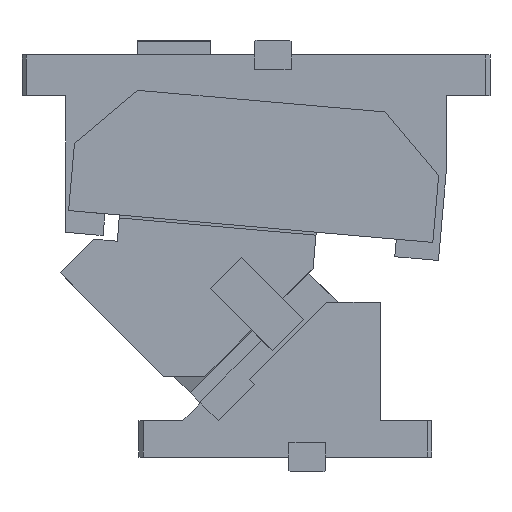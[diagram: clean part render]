
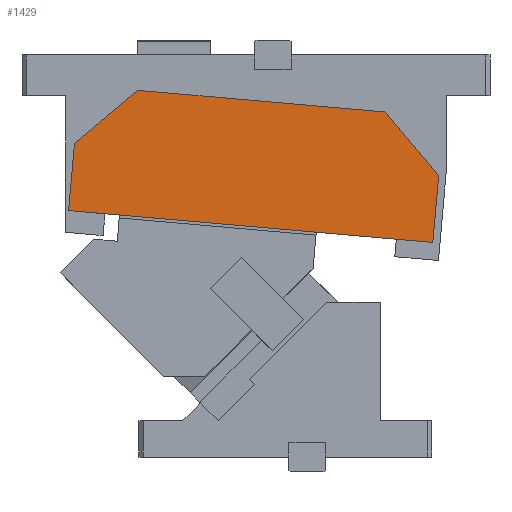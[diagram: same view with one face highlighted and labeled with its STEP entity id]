
A CAD part, left-side view. The second image highlights one B-rep face of the part: STEP entity #1429.
In plain terms, the highlighted planar face has unit normal (-1, 0, 0).
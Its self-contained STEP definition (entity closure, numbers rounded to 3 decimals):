
#70=CARTESIAN_POINT('Vertex',(498.409,485.546,-39.039)) ;
#73=CARTESIAN_POINT('Line Origine',(498.409,467.366,-60.706)) ;
#77=CARTESIAN_POINT('Vertex',(498.409,449.185,-82.373)) ;
#104=CARTESIAN_POINT('Line Origine',(498.409,451.189,-105.286)) ;
#108=CARTESIAN_POINT('Vertex',(498.409,453.194,-128.198)) ;
#156=CARTESIAN_POINT('Line Origine',(498.409,577.718,-117.304)) ;
#160=CARTESIAN_POINT('Vertex',(498.409,702.243,-106.409)) ;
#198=CARTESIAN_POINT('Line Origine',(498.409,700.238,-83.497)) ;
#202=CARTESIAN_POINT('Vertex',(498.409,698.233,-60.585)) ;
#222=CARTESIAN_POINT('Line Origine',(498.409,676.566,-42.404)) ;
#226=CARTESIAN_POINT('Vertex',(498.409,654.899,-24.223)) ;
#1399=CARTESIAN_POINT('Line Origine',(498.409,570.223,-31.631)) ;
#1416=CARTESIAN_POINT('Axis2P3D Location',(498.409,702.243,-106.409)) ;
#74=DIRECTION('Vector Direction',(0.,-0.643,-0.766)) ;
#105=DIRECTION('Vector Direction',(0.,-0.087,0.996)) ;
#157=DIRECTION('Vector Direction',(0.,-0.996,-0.087)) ;
#199=DIRECTION('Vector Direction',(0.,0.087,-0.996)) ;
#223=DIRECTION('Vector Direction',(0.,-0.766,0.643)) ;
#1400=DIRECTION('Vector Direction',(0.,-0.996,-0.087)) ;
#1417=DIRECTION('Axis2P3D Direction',(-1.,0.,0.)) ;
#1418=DIRECTION('Axis2P3D XDirection',(0.,-0.707,0.707)) ;
#1419=AXIS2_PLACEMENT_3D('Plane Axis2P3D',#1416,#1417,#1418) ;
#1422=ORIENTED_EDGE('',*,*,#228,.F.) ;
#1423=ORIENTED_EDGE('',*,*,#204,.T.) ;
#1424=ORIENTED_EDGE('',*,*,#162,.T.) ;
#1425=ORIENTED_EDGE('',*,*,#110,.T.) ;
#1426=ORIENTED_EDGE('',*,*,#79,.F.) ;
#1427=ORIENTED_EDGE('',*,*,#1403,.F.) ;
#75=VECTOR('Line Direction',#74,1.) ;
#106=VECTOR('Line Direction',#105,1.) ;
#158=VECTOR('Line Direction',#157,1.) ;
#200=VECTOR('Line Direction',#199,1.) ;
#224=VECTOR('Line Direction',#223,1.) ;
#1401=VECTOR('Line Direction',#1400,1.) ;
#1429=ADVANCED_FACE('CAM HOLDER',(#1428),#1420,.T.) ;
#79=EDGE_CURVE('',#71,#78,#76,.T.) ;
#110=EDGE_CURVE('',#109,#78,#107,.T.) ;
#162=EDGE_CURVE('',#161,#109,#159,.T.) ;
#204=EDGE_CURVE('',#203,#161,#201,.T.) ;
#228=EDGE_CURVE('',#203,#227,#225,.T.) ;
#1403=EDGE_CURVE('',#227,#71,#1402,.T.) ;
#1421=EDGE_LOOP('',(#1422,#1423,#1424,#1425,#1426,#1427)) ;
#1428=FACE_OUTER_BOUND('',#1421,.T.) ;
#76=LINE('Line',#73,#75) ;
#107=LINE('Line',#104,#106) ;
#159=LINE('Line',#156,#158) ;
#201=LINE('Line',#198,#200) ;
#225=LINE('Line',#222,#224) ;
#1402=LINE('Line',#1399,#1401) ;
#1420=PLANE('Plane',#1419) ;
#71=VERTEX_POINT('',#70) ;
#78=VERTEX_POINT('',#77) ;
#109=VERTEX_POINT('',#108) ;
#161=VERTEX_POINT('',#160) ;
#203=VERTEX_POINT('',#202) ;
#227=VERTEX_POINT('',#226) ;
